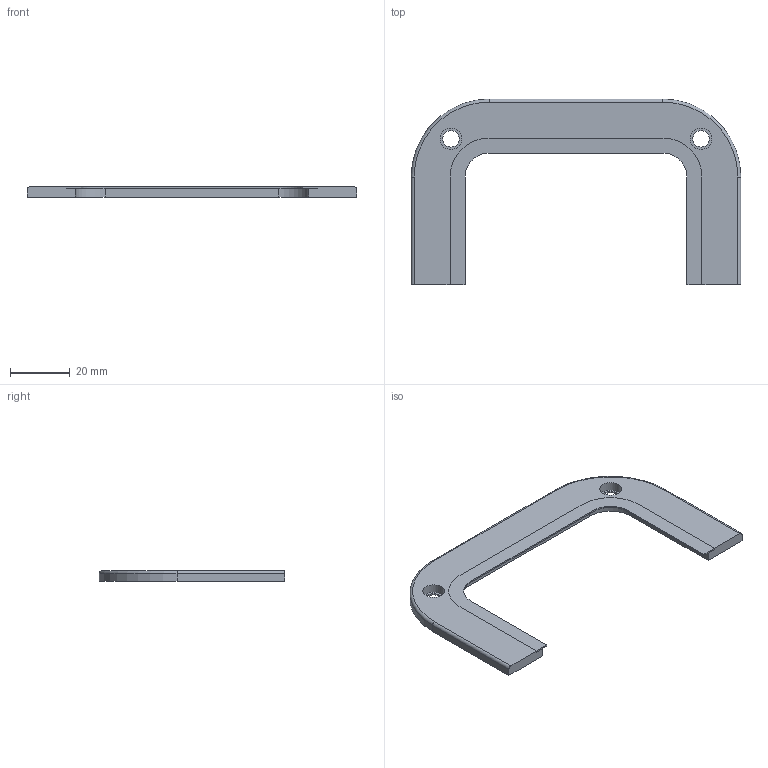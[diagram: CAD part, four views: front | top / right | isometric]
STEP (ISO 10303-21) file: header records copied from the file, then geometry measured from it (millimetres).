
FILE_DESCRIPTION(/* description */ (''),/* implementation_level */ '2;1');
FILE_NAME(/* name */ 'topplate_top.step',/* time_stamp */ '2024-10-16T20:53:31+02:00',/* author */ (''),/* organization */ (''),/* preprocessor_version */ 'ST-DEVELOPER v20',/* originating_system */ 'Autodesk Translation Framework v13.20.0.188',/* authorisation */ '');
FILE_SCHEMA (('AUTOMOTIVE_DESIGN { 1 0 10303 214 3 1 1 }'));
Length unit declared in the file: millimetre
Products named in the file (1): portable vpin
Bounding box: 110 x 62 x 3.5 mm (x, y, z)
Volume: 10291.7 mm3; surface area: 9153.4 mm2
Topology: 2 solids, 2 shells, 45 faces, 113 edges, 74 vertices
Faces by surface type: plane 26, cylinder 17, torus 2
Full cylindrical faces by diameter (mm): 5.5 x2, 7.2 x2
Entity records: 1405 total; most frequent: DIRECTION 241, CARTESIAN_POINT 233, ORIENTED_EDGE 226, EDGE_CURVE 113, AXIS2_PLACEMENT_3D 82, LINE 77, VECTOR 77, VERTEX_POINT 74
